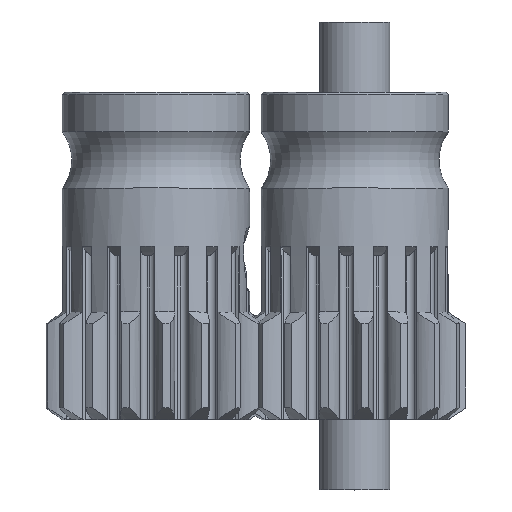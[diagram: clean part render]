
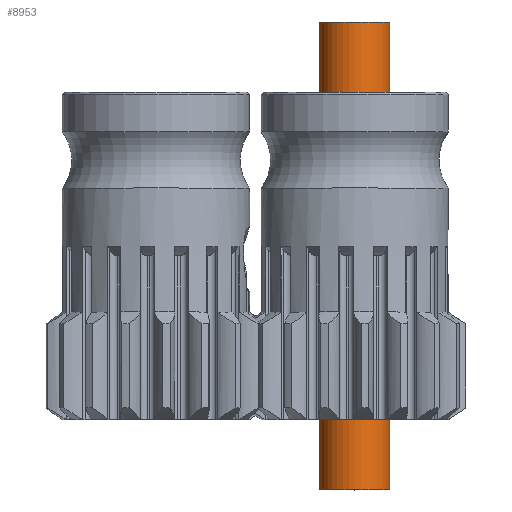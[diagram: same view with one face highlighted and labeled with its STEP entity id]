
A CAD part, top view. The second image highlights one B-rep face of the part: STEP entity #8953.
In plain terms, the highlighted cylindrical face has radius 1.5 mm (diameter 3 mm), a full revolution.
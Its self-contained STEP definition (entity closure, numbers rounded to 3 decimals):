
#752=CIRCLE('',#9789,1.5);
#753=CIRCLE('',#9790,1.5);
#1314=FACE_OUTER_BOUND('',#1780,.T.);
#1780=EDGE_LOOP('',(#8331,#8332,#8333,#8334));
#2651=LINE('',#33218,#3176);
#3176=VECTOR('',#11951,1.5);
#4129=VERTEX_POINT('',#33215);
#4130=VERTEX_POINT('',#33217);
#5530=EDGE_CURVE('',#4129,#4129,#752,.T.);
#5531=EDGE_CURVE('',#4129,#4130,#2651,.T.);
#5532=EDGE_CURVE('',#4130,#4130,#753,.T.);
#8331=ORIENTED_EDGE('',*,*,#5530,.F.);
#8332=ORIENTED_EDGE('',*,*,#5531,.T.);
#8333=ORIENTED_EDGE('',*,*,#5532,.T.);
#8334=ORIENTED_EDGE('',*,*,#5531,.F.);
#8498=CYLINDRICAL_SURFACE('',#9788,1.5);
#8953=ADVANCED_FACE('',(#1314),#8498,.T.);
#9788=AXIS2_PLACEMENT_3D('',#33214,#11947,#11948);
#9789=AXIS2_PLACEMENT_3D('',#33216,#11949,#11950);
#9790=AXIS2_PLACEMENT_3D('',#33219,#11952,#11953);
#11947=DIRECTION('center_axis',(0.,1.,0.));
#11948=DIRECTION('ref_axis',(1.,0.,0.));
#11949=DIRECTION('center_axis',(0.,1.,0.));
#11950=DIRECTION('ref_axis',(1.,0.,0.));
#11951=DIRECTION('',(0.,-1.,0.));
#11952=DIRECTION('center_axis',(0.,1.,0.));
#11953=DIRECTION('ref_axis',(1.,0.,0.));
#33214=CARTESIAN_POINT('Origin',(8.5,-3.,0.));
#33215=CARTESIAN_POINT('',(7.,17.,0.));
#33216=CARTESIAN_POINT('Origin',(8.5,17.,0.));
#33217=CARTESIAN_POINT('',(7.,-3.,0.));
#33218=CARTESIAN_POINT('',(7.,-3.,0.));
#33219=CARTESIAN_POINT('Origin',(8.5,-3.,0.));
